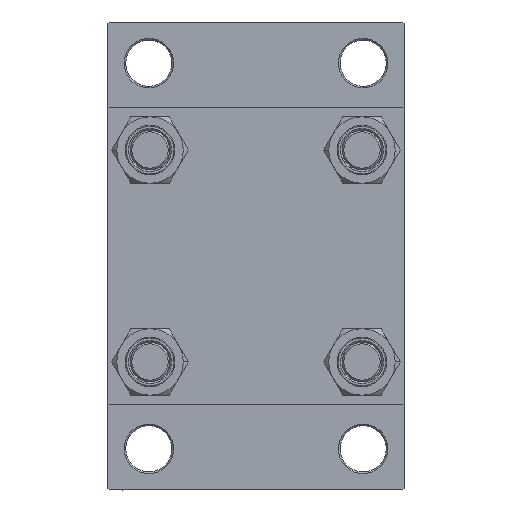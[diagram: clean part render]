
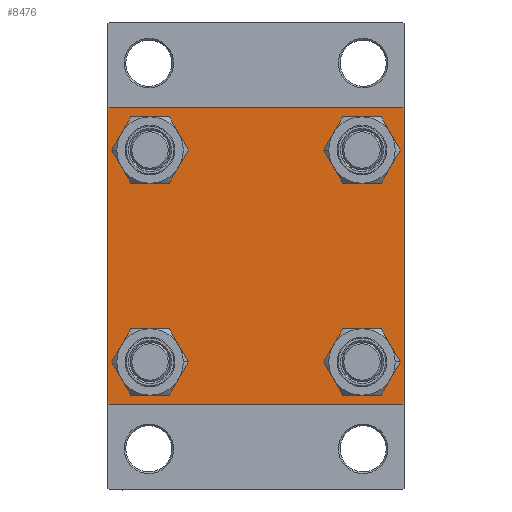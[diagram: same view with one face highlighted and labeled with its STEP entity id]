
A CAD part, left-side view. The second image highlights one B-rep face of the part: STEP entity #8476.
In plain terms, the highlighted planar face has unit normal (-1, 0, 0).
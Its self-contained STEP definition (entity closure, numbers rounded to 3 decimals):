
#35 = VERTEX_POINT ( 'NONE', #10386 ) ;
#55 = CIRCLE ( 'NONE', #3129, 6.5 ) ;
#103 = CARTESIAN_POINT ( 'NONE',  ( 0., 45., 45. ) ) ;
#1362 = LINE ( 'NONE', #13332, #7306 ) ;
#1523 = VECTOR ( 'NONE', #27407, 1000. ) ;
#1665 = LINE ( 'NONE', #41693, #11115 ) ;
#1915 = VECTOR ( 'NONE', #10573, 1000. ) ;
#2018 = FACE_BOUND ( 'NONE', #5410, .T. ) ;
#2454 = VERTEX_POINT ( 'NONE', #39359 ) ;
#2726 = CARTESIAN_POINT ( 'NONE',  ( 0., 32.15, -32.15 ) ) ;
#2799 = VERTEX_POINT ( 'NONE', #6236 ) ;
#2937 = EDGE_CURVE ( 'NONE', #13248, #2799, #12885, .T. ) ;
#3129 = AXIS2_PLACEMENT_3D ( 'NONE', #12497, #27115, #41511 ) ;
#3847 = LINE ( 'NONE', #21354, #1915 ) ;
#4035 = ORIENTED_EDGE ( 'NONE', *, *, #32285, .T. ) ;
#5061 = CIRCLE ( 'NONE', #45650, 6.5 ) ;
#5358 = CARTESIAN_POINT ( 'NONE',  ( 0., 45., 45. ) ) ;
#5410 = EDGE_LOOP ( 'NONE', ( #20019, #34976 ) ) ;
#6236 = CARTESIAN_POINT ( 'NONE',  ( 0., 44.5, -45. ) ) ;
#6860 = ORIENTED_EDGE ( 'NONE', *, *, #25144, .T. ) ;
#7044 = DIRECTION ( 'NONE',  ( 0., 0., 1. ) ) ;
#7306 = VECTOR ( 'NONE', #13095, 1000. ) ;
#7978 = EDGE_CURVE ( 'NONE', #18606, #2454, #21402, .T. ) ;
#8476 = ADVANCED_FACE ( 'NONE', ( #41351, #2018, #42308, #34392, #37987 ), #44954, .T. ) ;
#8707 = VERTEX_POINT ( 'NONE', #35348 ) ;
#8858 = VECTOR ( 'NONE', #15927, 1000. ) ;
#8981 = DIRECTION ( 'NONE',  ( 0., 0., 1. ) ) ;
#9433 = DIRECTION ( 'NONE',  ( 1., 0., 0. ) ) ;
#9470 = CARTESIAN_POINT ( 'NONE',  ( 0., 0., 0. ) ) ;
#10386 = CARTESIAN_POINT ( 'NONE',  ( 0., -32.15, -38.65 ) ) ;
#10510 = CARTESIAN_POINT ( 'NONE',  ( 0., -32.15, 32.15 ) ) ;
#10573 = DIRECTION ( 'NONE',  ( 0., -1., 0. ) ) ;
#11102 = VERTEX_POINT ( 'NONE', #13663 ) ;
#11115 = VECTOR ( 'NONE', #13383, 1000. ) ;
#11440 = EDGE_CURVE ( 'NONE', #35, #31475, #46023, .T. ) ;
#11715 = EDGE_LOOP ( 'NONE', ( #15580, #6860 ) ) ;
#12034 = CIRCLE ( 'NONE', #18137, 6.5 ) ;
#12427 = CARTESIAN_POINT ( 'NONE',  ( 0., -32.15, 32.15 ) ) ;
#12497 = CARTESIAN_POINT ( 'NONE',  ( 0., 32.15, 32.15 ) ) ;
#12747 = VECTOR ( 'NONE', #30764, 1000. ) ;
#12885 = LINE ( 'NONE', #42143, #41143 ) ;
#12911 = VERTEX_POINT ( 'NONE', #24761 ) ;
#13095 = DIRECTION ( 'NONE',  ( 0., 0., -1. ) ) ;
#13192 = ORIENTED_EDGE ( 'NONE', *, *, #47340, .T. ) ;
#13248 = VERTEX_POINT ( 'NONE', #31089 ) ;
#13332 = CARTESIAN_POINT ( 'NONE',  ( 0., -45., 45. ) ) ;
#13350 = EDGE_LOOP ( 'NONE', ( #21372, #13192 ) ) ;
#13383 = DIRECTION ( 'NONE',  ( 0., 0.707, -0.707 ) ) ;
#13663 = CARTESIAN_POINT ( 'NONE',  ( 0., -45., 44.5 ) ) ;
#13960 = ORIENTED_EDGE ( 'NONE', *, *, #24113, .T. ) ;
#14270 = CIRCLE ( 'NONE', #18859, 6.5 ) ;
#15580 = ORIENTED_EDGE ( 'NONE', *, *, #21635, .T. ) ;
#15927 = DIRECTION ( 'NONE',  ( 0., -0.707, 0.707 ) ) ;
#16002 = CIRCLE ( 'NONE', #46643, 6.5 ) ;
#16111 = EDGE_CURVE ( 'NONE', #2799, #42326, #3847, .T. ) ;
#16693 = EDGE_CURVE ( 'NONE', #17724, #12911, #1665, .T. ) ;
#16973 = EDGE_CURVE ( 'NONE', #11102, #41174, #1362, .T. ) ;
#17659 = ORIENTED_EDGE ( 'NONE', *, *, #2937, .T. ) ;
#17724 = VERTEX_POINT ( 'NONE', #23415 ) ;
#18076 = EDGE_CURVE ( 'NONE', #42326, #41174, #23125, .T. ) ;
#18137 = AXIS2_PLACEMENT_3D ( 'NONE', #42273, #9433, #21141 ) ;
#18182 = EDGE_LOOP ( 'NONE', ( #20853, #17659, #18754, #34756, #37727, #4035, #24238, #37057 ) ) ;
#18584 = EDGE_CURVE ( 'NONE', #31475, #35, #5061, .T. ) ;
#18606 = VERTEX_POINT ( 'NONE', #28210 ) ;
#18754 = ORIENTED_EDGE ( 'NONE', *, *, #16111, .T. ) ;
#18859 = AXIS2_PLACEMENT_3D ( 'NONE', #12427, #26327, #19379 ) ;
#19368 = CARTESIAN_POINT ( 'NONE',  ( 0., -32.15, -32.15 ) ) ;
#19379 = DIRECTION ( 'NONE',  ( 0., 0., 1. ) ) ;
#20019 = ORIENTED_EDGE ( 'NONE', *, *, #18584, .T. ) ;
#20562 = DIRECTION ( 'NONE',  ( 0., -0.707, -0.707 ) ) ;
#20853 = ORIENTED_EDGE ( 'NONE', *, *, #23625, .T. ) ;
#21141 = DIRECTION ( 'NONE',  ( 0., 0., 1. ) ) ;
#21197 = AXIS2_PLACEMENT_3D ( 'NONE', #2726, #32437, #7044 ) ;
#21354 = CARTESIAN_POINT ( 'NONE',  ( 0., 45., -45. ) ) ;
#21372 = ORIENTED_EDGE ( 'NONE', *, *, #34178, .T. ) ;
#21402 = CIRCLE ( 'NONE', #27532, 6.5 ) ;
#21541 = DIRECTION ( 'NONE',  ( 0., 0., 1. ) ) ;
#21543 = CARTESIAN_POINT ( 'NONE',  ( 0., 32.15, -25.65 ) ) ;
#21635 = EDGE_CURVE ( 'NONE', #29868, #27925, #12034, .T. ) ;
#22849 = DIRECTION ( 'NONE',  ( 0., -1., 0. ) ) ;
#22902 = CARTESIAN_POINT ( 'NONE',  ( 0., 32.15, 25.65 ) ) ;
#23125 = LINE ( 'NONE', #23353, #8858 ) ;
#23353 = CARTESIAN_POINT ( 'NONE',  ( 0., -44.75, -44.75 ) ) ;
#23415 = CARTESIAN_POINT ( 'NONE',  ( 0., 44.5, 45. ) ) ;
#23625 = EDGE_CURVE ( 'NONE', #12911, #13248, #45861, .T. ) ;
#24048 = LINE ( 'NONE', #30299, #1523 ) ;
#24113 = EDGE_CURVE ( 'NONE', #2454, #18606, #14270, .T. ) ;
#24238 = ORIENTED_EDGE ( 'NONE', *, *, #24373, .F. ) ;
#24373 = EDGE_CURVE ( 'NONE', #17724, #46887, #37245, .T. ) ;
#24761 = CARTESIAN_POINT ( 'NONE',  ( 0., 45., 44.5 ) ) ;
#24880 = DIRECTION ( 'NONE',  ( 1., 0., 0. ) ) ;
#25144 = EDGE_CURVE ( 'NONE', #27925, #29868, #41865, .T. ) ;
#26327 = DIRECTION ( 'NONE',  ( 1., 0., 0. ) ) ;
#26801 = DIRECTION ( 'NONE',  ( 1., 0., 0. ) ) ;
#27115 = DIRECTION ( 'NONE',  ( 1., 0., 0. ) ) ;
#27407 = DIRECTION ( 'NONE',  ( 0., 0.707, 0.707 ) ) ;
#27434 = DIRECTION ( 'NONE',  ( -1., 0., 0. ) ) ;
#27532 = AXIS2_PLACEMENT_3D ( 'NONE', #10510, #24880, #21541 ) ;
#27925 = VERTEX_POINT ( 'NONE', #36611 ) ;
#28210 = CARTESIAN_POINT ( 'NONE',  ( 0., -32.15, 25.65 ) ) ;
#28917 = ORIENTED_EDGE ( 'NONE', *, *, #7978, .T. ) ;
#29868 = VERTEX_POINT ( 'NONE', #21543 ) ;
#30153 = VERTEX_POINT ( 'NONE', #22902 ) ;
#30299 = CARTESIAN_POINT ( 'NONE',  ( 0., -44.75, 44.75 ) ) ;
#30368 = VECTOR ( 'NONE', #22849, 1000. ) ;
#30764 = DIRECTION ( 'NONE',  ( 0., 0., -1. ) ) ;
#31089 = CARTESIAN_POINT ( 'NONE',  ( 0., 45., -44.5 ) ) ;
#31475 = VERTEX_POINT ( 'NONE', #38673 ) ;
#32285 = EDGE_CURVE ( 'NONE', #11102, #46887, #24048, .T. ) ;
#32303 = CARTESIAN_POINT ( 'NONE',  ( 0., -32.15, -32.15 ) ) ;
#32437 = DIRECTION ( 'NONE',  ( 1., 0., 0. ) ) ;
#32531 = CARTESIAN_POINT ( 'NONE',  ( 0., -44.5, -45. ) ) ;
#34178 = EDGE_CURVE ( 'NONE', #8707, #30153, #55, .T. ) ;
#34392 = FACE_BOUND ( 'NONE', #13350, .T. ) ;
#34553 = AXIS2_PLACEMENT_3D ( 'NONE', #32303, #46447, #42619 ) ;
#34756 = ORIENTED_EDGE ( 'NONE', *, *, #18076, .T. ) ;
#34976 = ORIENTED_EDGE ( 'NONE', *, *, #11440, .T. ) ;
#35348 = CARTESIAN_POINT ( 'NONE',  ( 0., 32.15, 38.65 ) ) ;
#36611 = CARTESIAN_POINT ( 'NONE',  ( 0., 32.15, -38.65 ) ) ;
#37057 = ORIENTED_EDGE ( 'NONE', *, *, #16693, .T. ) ;
#37245 = LINE ( 'NONE', #103, #30368 ) ;
#37727 = ORIENTED_EDGE ( 'NONE', *, *, #16973, .F. ) ;
#37804 = DIRECTION ( 'NONE',  ( 1., 0., 0. ) ) ;
#37987 = FACE_OUTER_BOUND ( 'NONE', #18182, .T. ) ;
#38555 = EDGE_LOOP ( 'NONE', ( #13960, #28917 ) ) ;
#38673 = CARTESIAN_POINT ( 'NONE',  ( 0., -32.15, -25.65 ) ) ;
#39359 = CARTESIAN_POINT ( 'NONE',  ( 0., -32.15, 38.65 ) ) ;
#41143 = VECTOR ( 'NONE', #20562, 1000. ) ;
#41174 = VERTEX_POINT ( 'NONE', #41966 ) ;
#41351 = FACE_BOUND ( 'NONE', #38555, .T. ) ;
#41511 = DIRECTION ( 'NONE',  ( 0., 0., 1. ) ) ;
#41693 = CARTESIAN_POINT ( 'NONE',  ( 0., 44.75, 44.75 ) ) ;
#41865 = CIRCLE ( 'NONE', #21197, 6.5 ) ;
#41966 = CARTESIAN_POINT ( 'NONE',  ( 0., -45., -44.5 ) ) ;
#42143 = CARTESIAN_POINT ( 'NONE',  ( 0., 44.75, -44.75 ) ) ;
#42273 = CARTESIAN_POINT ( 'NONE',  ( 0., 32.15, -32.15 ) ) ;
#42308 = FACE_BOUND ( 'NONE', #11715, .T. ) ;
#42326 = VERTEX_POINT ( 'NONE', #32531 ) ;
#42619 = DIRECTION ( 'NONE',  ( 0., 0., 1. ) ) ;
#43829 = CARTESIAN_POINT ( 'NONE',  ( 0., 32.15, 32.15 ) ) ;
#44788 = DIRECTION ( 'NONE',  ( 0., 0., 1. ) ) ;
#44954 = PLANE ( 'NONE',  #46703 ) ;
#44999 = DIRECTION ( 'NONE',  ( 0., 0., 1. ) ) ;
#45650 = AXIS2_PLACEMENT_3D ( 'NONE', #19368, #26801, #44788 ) ;
#45861 = LINE ( 'NONE', #5358, #12747 ) ;
#46023 = CIRCLE ( 'NONE', #34553, 6.5 ) ;
#46070 = CARTESIAN_POINT ( 'NONE',  ( 0., -44.5, 45. ) ) ;
#46447 = DIRECTION ( 'NONE',  ( 1., 0., 0. ) ) ;
#46643 = AXIS2_PLACEMENT_3D ( 'NONE', #43829, #37804, #44999 ) ;
#46703 = AXIS2_PLACEMENT_3D ( 'NONE', #9470, #27434, #8981 ) ;
#46887 = VERTEX_POINT ( 'NONE', #46070 ) ;
#47340 = EDGE_CURVE ( 'NONE', #30153, #8707, #16002, .T. ) ;
